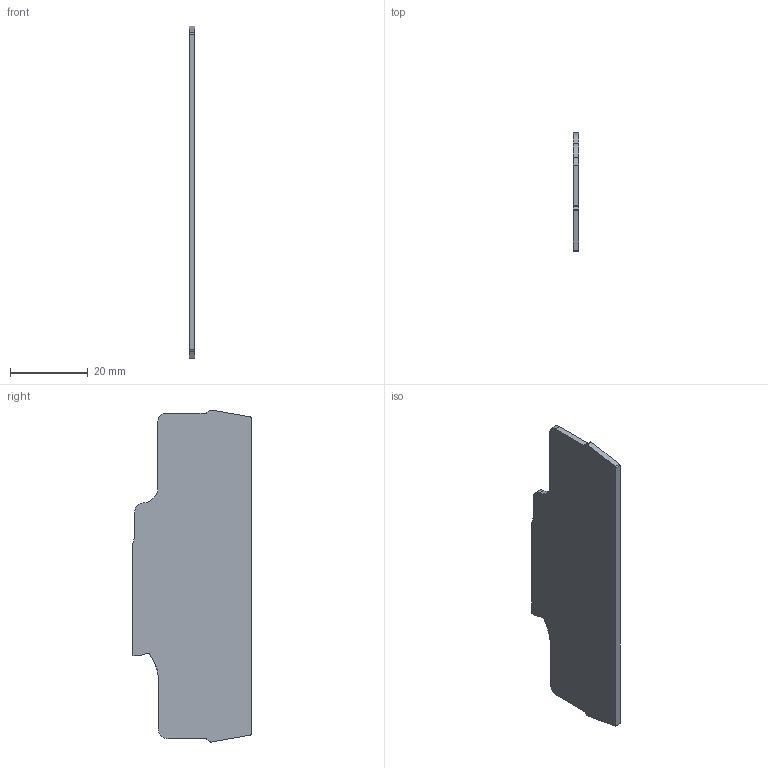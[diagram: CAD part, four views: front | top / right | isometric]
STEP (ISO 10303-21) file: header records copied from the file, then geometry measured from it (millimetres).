
FILE_DESCRIPTION (( 'STEP AP203' ), '1' );
FILE_NAME ('EPCX2.5_4_2B.STEP', '2024-12-05T11:55:49', ( '' ), ( '' ), 'SwSTEP 2.0', 'SolidWorks 2022', '' );
FILE_SCHEMA (( 'CONFIG_CONTROL_DESIGN' ));
Length unit declared in the file: millimetre
Products named in the file (1): EPCX2.5_4_2B
Bounding box: 1.5 x 30.5 x 85.2 mm (x, y, z)
Volume: 3382.4 mm3; surface area: 4840.8 mm2
Topology: 1 solids, 1 shells, 37 faces, 105 edges, 70 vertices
Faces by surface type: plane 21, cylinder 16
Entity records: 1288 total; most frequent: CARTESIAN_POINT 213, DIRECTION 213, ORIENTED_EDGE 210, EDGE_CURVE 105, VECTOR 73, LINE 73, VERTEX_POINT 70, AXIS2_PLACEMENT_3D 70
